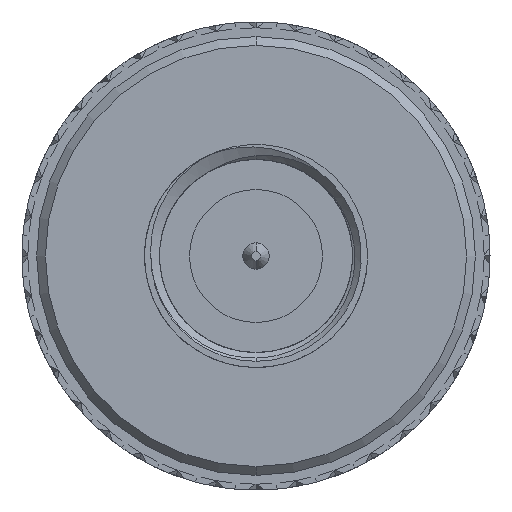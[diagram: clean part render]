
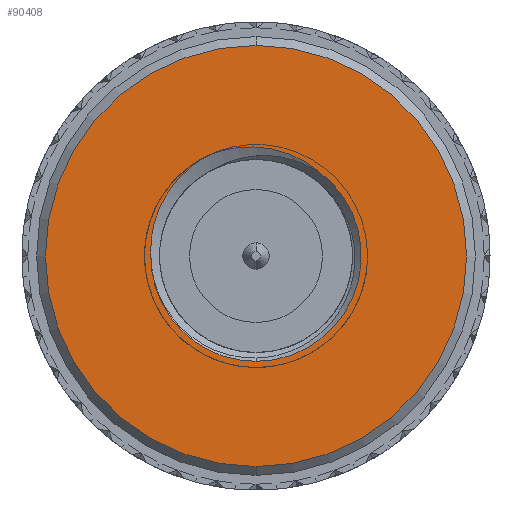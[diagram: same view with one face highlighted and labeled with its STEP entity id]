
A CAD part, front view. The second image highlights one B-rep face of the part: STEP entity #90408.
In plain terms, the highlighted planar face has unit normal (0, -1, 0).
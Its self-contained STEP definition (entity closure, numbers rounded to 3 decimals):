
#318 = CARTESIAN_POINT ( 'NONE',  ( 3.3, -0.9, 0. ) ) ;
#1142 = ORIENTED_EDGE ( 'NONE', *, *, #12075, .T. ) ;
#2165 = FACE_OUTER_BOUND ( 'NONE', #19375, .T. ) ;
#2509 = CARTESIAN_POINT ( 'NONE',  ( -1.666, -0.9, 3.43 ) ) ;
#2889 = CARTESIAN_POINT ( 'NONE',  ( -3.599, -0.9, 0.064 ) ) ;
#4705 = CARTESIAN_POINT ( 'NONE',  ( -1.021, -0.9, 3.652 ) ) ;
#6554 = CIRCLE ( 'NONE', #68437, 3.6 ) ;
#8531 = DIRECTION ( 'NONE',  ( 0., 0., 1. ) ) ;
#9786 = AXIS2_PLACEMENT_3D ( 'NONE', #45903, #92868, #102242 ) ;
#11498 = CARTESIAN_POINT ( 'NONE',  ( -2.928, -0.9, 2.307 ) ) ;
#11921 = AXIS2_PLACEMENT_3D ( 'NONE', #95316, #113204, #57711 ) ;
#12075 = EDGE_CURVE ( 'NONE', #91772, #88768, #50349, .T. ) ;
#13459 = VERTEX_POINT ( 'NONE', #36956 ) ;
#17496 = CIRCLE ( 'NONE', #9786, 3.6 ) ;
#17915 = DIRECTION ( 'NONE',  ( 0., -1., 0. ) ) ;
#19375 = EDGE_LOOP ( 'NONE', ( #68679, #1142 ) ) ;
#23497 = CARTESIAN_POINT ( 'NONE',  ( -0.001, -0.9, 3.742 ) ) ;
#25114 = EDGE_CURVE ( 'NONE', #88768, #91772, #96360, .T. ) ;
#25783 = ORIENTED_EDGE ( 'NONE', *, *, #37757, .T. ) ;
#30855 = EDGE_LOOP ( 'NONE', ( #101244, #99551, #25783, #118909 ) ) ;
#30891 = CARTESIAN_POINT ( 'NONE',  ( 0.674, -0.9, 3.635 ) ) ;
#35320 = CARTESIAN_POINT ( 'NONE',  ( 0., -0.9, 7.2 ) ) ;
#36956 = CARTESIAN_POINT ( 'NONE',  ( -3.599, -0.9, 0.064 ) ) ;
#37525 = CARTESIAN_POINT ( 'NONE',  ( 0., -0.9, 0. ) ) ;
#37757 = EDGE_CURVE ( 'NONE', #109130, #13459, #17496, .T. ) ;
#39375 = CARTESIAN_POINT ( 'NONE',  ( 2.176, -0.9, 2.868 ) ) ;
#39688 = CARTESIAN_POINT ( 'NONE',  ( -3.6, -0.9, 0.407 ) ) ;
#40099 = VERTEX_POINT ( 'NONE', #119181 ) ;
#40993 = EDGE_CURVE ( 'NONE', #40099, #13459, #109181, .T. ) ;
#41272 = VERTEX_POINT ( 'NONE', #39375 ) ;
#45903 = CARTESIAN_POINT ( 'NONE',  ( 0., -0.9, 0. ) ) ;
#46093 = PLANE ( 'NONE',  #50609 ) ;
#48984 = EDGE_CURVE ( 'NONE', #41272, #109130, #6554, .T. ) ;
#49480 = CARTESIAN_POINT ( 'NONE',  ( -2.604, -0.9, 2.704 ) ) ;
#50349 = CIRCLE ( 'NONE', #11921, 7.2 ) ;
#50609 = AXIS2_PLACEMENT_3D ( 'NONE', #318, #83290, #64871 ) ;
#52131 = CARTESIAN_POINT ( 'NONE',  ( 0., -0.9, 0. ) ) ;
#52206 = EDGE_CURVE ( 'NONE', #41272, #40099, #52879, .T. ) ;
#52879 = B_SPLINE_CURVE_WITH_KNOTS ( 'NONE', 3,
 ( #89918, #77053, #58653, #86842, #77463, #30891, #96276, #23497, #59473, #4705, #88855, #79437 ),
 .UNSPECIFIED., .F., .F.,
 ( 4, 2, 2, 2, 2, 4 ),
 ( 0.006, 0.007, 0.008, 0.008, 0.009, 0.01 ),
 .UNSPECIFIED. ) ;
#57711 = DIRECTION ( 'NONE',  ( 0., 0., 1. ) ) ;
#57884 = CARTESIAN_POINT ( 'NONE',  ( 0., -0.9, -3.6 ) ) ;
#58653 = CARTESIAN_POINT ( 'NONE',  ( 1.624, -0.9, 3.273 ) ) ;
#58849 = CARTESIAN_POINT ( 'NONE',  ( -3.279, -0.9, 1.727 ) ) ;
#59473 = CARTESIAN_POINT ( 'NONE',  ( -0.342, -0.9, 3.742 ) ) ;
#64871 = DIRECTION ( 'NONE',  ( 0., 0., 1. ) ) ;
#67073 = CARTESIAN_POINT ( 'NONE',  ( -3.411, -0.9, 1.405 ) ) ;
#67463 = CARTESIAN_POINT ( 'NONE',  ( -2.719, -0.9, 2.575 ) ) ;
#67874 = CARTESIAN_POINT ( 'NONE',  ( -2.238, -0.9, 3.061 ) ) ;
#68437 = AXIS2_PLACEMENT_3D ( 'NONE', #52131, #99134, #108839 ) ;
#68679 = ORIENTED_EDGE ( 'NONE', *, *, #25114, .T. ) ;
#76032 = CARTESIAN_POINT ( 'NONE',  ( -3.535, -0.9, 0.912 ) ) ;
#77053 = CARTESIAN_POINT ( 'NONE',  ( 1.918, -0.9, 3.088 ) ) ;
#77463 = CARTESIAN_POINT ( 'NONE',  ( 1.001, -0.9, 3.54 ) ) ;
#79437 = CARTESIAN_POINT ( 'NONE',  ( -1.666, -0.9, 3.43 ) ) ;
#83290 = DIRECTION ( 'NONE',  ( 0., 1., 0. ) ) ;
#85447 = CARTESIAN_POINT ( 'NONE',  ( -3.023, -0.9, 2.166 ) ) ;
#86842 = CARTESIAN_POINT ( 'NONE',  ( 1.16, -0.9, 3.482 ) ) ;
#88768 = VERTEX_POINT ( 'NONE', #35320 ) ;
#88855 = CARTESIAN_POINT ( 'NONE',  ( -1.349, -0.9, 3.563 ) ) ;
#89918 = CARTESIAN_POINT ( 'NONE',  ( 2.176, -0.9, 2.868 ) ) ;
#90408 = ADVANCED_FACE ( 'NONE', ( #2165, #105829 ), #46093, .F. ) ;
#91772 = VERTEX_POINT ( 'NONE', #109014 ) ;
#92868 = DIRECTION ( 'NONE',  ( 0., 1., 0. ) ) ;
#94857 = CARTESIAN_POINT ( 'NONE',  ( -3.606, -0.9, 0.234 ) ) ;
#95316 = CARTESIAN_POINT ( 'NONE',  ( 0., -0.9, 0. ) ) ;
#95651 = CARTESIAN_POINT ( 'NONE',  ( -3.565, -0.9, 0.746 ) ) ;
#96076 = CARTESIAN_POINT ( 'NONE',  ( -1.967, -0.9, 3.264 ) ) ;
#96276 = CARTESIAN_POINT ( 'NONE',  ( 0.505, -0.9, 3.671 ) ) ;
#96360 = CIRCLE ( 'NONE', #108305, 7.2 ) ;
#99134 = DIRECTION ( 'NONE',  ( 0., 1., 0. ) ) ;
#99551 = ORIENTED_EDGE ( 'NONE', *, *, #48984, .T. ) ;
#101244 = ORIENTED_EDGE ( 'NONE', *, *, #52206, .F. ) ;
#102242 = DIRECTION ( 'NONE',  ( 0., 0., 1. ) ) ;
#105829 = FACE_BOUND ( 'NONE', #30855, .T. ) ;
#108305 = AXIS2_PLACEMENT_3D ( 'NONE', #37525, #17915, #8531 ) ;
#108839 = DIRECTION ( 'NONE',  ( 0., 0., 1. ) ) ;
#109014 = CARTESIAN_POINT ( 'NONE',  ( 0., -0.9, -7.2 ) ) ;
#109130 = VERTEX_POINT ( 'NONE', #57884 ) ;
#109181 = B_SPLINE_CURVE_WITH_KNOTS ( 'NONE', 3,
 ( #2509, #96076, #67874, #49480, #67463, #11498, #85447, #58849, #67073, #76032, #95651, #39688, #94857, #2889 ),
 .UNSPECIFIED., .F., .F.,
 ( 4, 2, 2, 2, 2, 2, 4 ),
 ( 0., 0.001, 0.002, 0.002, 0.003, 0.004, 0.004 ),
 .UNSPECIFIED. ) ;
#113204 = DIRECTION ( 'NONE',  ( 0., -1., 0. ) ) ;
#118909 = ORIENTED_EDGE ( 'NONE', *, *, #40993, .F. ) ;
#119181 = CARTESIAN_POINT ( 'NONE',  ( -1.666, -0.9, 3.43 ) ) ;
